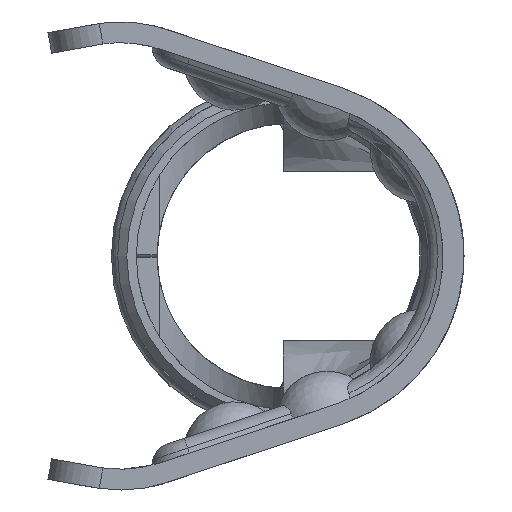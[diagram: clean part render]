
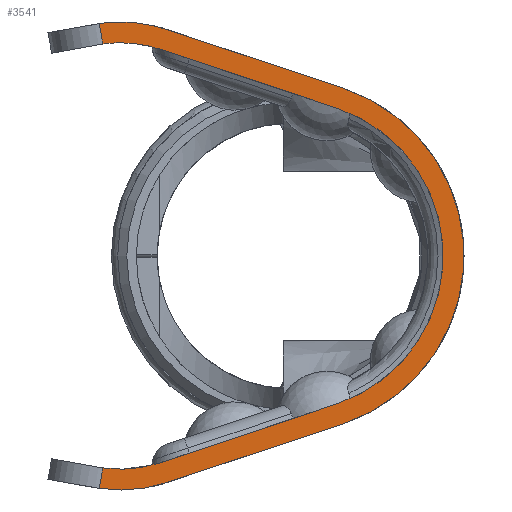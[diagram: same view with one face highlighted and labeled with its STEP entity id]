
A CAD part, left-side view. The second image highlights one B-rep face of the part: STEP entity #3541.
In plain terms, the highlighted planar face has unit normal (-1, 0, 0).
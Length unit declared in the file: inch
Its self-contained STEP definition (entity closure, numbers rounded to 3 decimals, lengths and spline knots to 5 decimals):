
#203 = CARTESIAN_POINT ( 'NONE',  ( -2.035, 0.1625, 0.085 ) ) ;
#798 = CARTESIAN_POINT ( 'NONE',  ( -2.035, 0.1625, 0.085 ) ) ;
#927 = CARTESIAN_POINT ( 'NONE',  ( -2.035, 0.1182, -0.21781 ) ) ;
#959 = DIRECTION ( 'NONE',  ( 0., 0., -1. ) ) ;
#1045 = DIRECTION ( 'NONE',  ( 0., 0., 1. ) ) ;
#1071 = ORIENTED_EDGE ( 'NONE', *, *, #14392, .F. ) ;
#1109 = DIRECTION ( 'NONE',  ( 0., 0., -1. ) ) ;
#1375 = CIRCLE ( 'NONE', #11132, 0.12 ) ;
#1409 = EDGE_CURVE ( 'NONE', #2643, #11614, #2542, .T. ) ;
#1618 = EDGE_CURVE ( 'NONE', #7451, #4170, #18774, .T. ) ;
#1642 = VERTEX_POINT ( 'NONE', #17588 ) ;
#1792 = VECTOR ( 'NONE', #2697, 39.37008 ) ;
#1967 = CARTESIAN_POINT ( 'NONE',  ( -2.035, -0.0513, -0.16126 ) ) ;
#1976 = VECTOR ( 'NONE', #21871, 39.37008 ) ;
#2084 = DIRECTION ( 'NONE',  ( 1., 0., 0. ) ) ;
#2157 = VERTEX_POINT ( 'NONE', #19651 ) ;
#2259 = VERTEX_POINT ( 'NONE', #8092 ) ;
#2542 = LINE ( 'NONE', #9459, #21299 ) ;
#2614 = ORIENTED_EDGE ( 'NONE', *, *, #1618, .F. ) ;
#2643 = VERTEX_POINT ( 'NONE', #7121 ) ;
#2697 = DIRECTION ( 'NONE',  ( 0., -0.949, 0.316 ) ) ;
#2797 = PLANE ( 'NONE',  #4619 ) ;
#2936 = ORIENTED_EDGE ( 'NONE', *, *, #20656, .F. ) ;
#3270 = EDGE_CURVE ( 'NONE', #1642, #2259, #1375, .T. ) ;
#3541 = ADVANCED_FACE ( 'NONE', ( #18316 ), #2797, .F. ) ;
#3784 = DIRECTION ( 'NONE',  ( 0., 0., -1. ) ) ;
#4170 = VERTEX_POINT ( 'NONE', #5038 ) ;
#4282 = ORIENTED_EDGE ( 'NONE', *, *, #17214, .F. ) ;
#4303 = AXIS2_PLACEMENT_3D ( 'NONE', #17598, #2084, #8995 ) ;
#4619 = AXIS2_PLACEMENT_3D ( 'NONE', #9714, #16624, #1109 ) ;
#4620 = CARTESIAN_POINT ( 'NONE',  ( -2.035, 0.12453, 0.19883 ) ) ;
#5038 = CARTESIAN_POINT ( 'NONE',  ( -2.035, 0.12453, -0.19883 ) ) ;
#5226 = ORIENTED_EDGE ( 'NONE', *, *, #13459, .F. ) ;
#5334 = EDGE_CURVE ( 'NONE', #7451, #2157, #8067, .T. ) ;
#5529 = AXIS2_PLACEMENT_3D ( 'NONE', #203, #7117, #13995 ) ;
#5563 = CARTESIAN_POINT ( 'NONE',  ( -2.035, 0.13885, -0.02443 ) ) ;
#6083 = ORIENTED_EDGE ( 'NONE', *, *, #1409, .F. ) ;
#6097 = LINE ( 'NONE', #18215, #1792 ) ;
#6117 = AXIS2_PLACEMENT_3D ( 'NONE', #12367, #19290, #3784 ) ;
#6380 = ORIENTED_EDGE ( 'NONE', *, *, #12793, .T. ) ;
#6528 = VERTEX_POINT ( 'NONE', #927 ) ;
#6628 = CARTESIAN_POINT ( 'NONE',  ( -2.035, 0.1625, 0.085 ) ) ;
#6661 = ORIENTED_EDGE ( 'NONE', *, *, #13288, .F. ) ;
#6970 = ORIENTED_EDGE ( 'NONE', *, *, #5334, .T. ) ;
#7117 = DIRECTION ( 'NONE',  ( 1., 0., 0. ) ) ;
#7121 = CARTESIAN_POINT ( 'NONE',  ( -2.035, -0.04497, 0.14229 ) ) ;
#7337 = CARTESIAN_POINT ( 'NONE',  ( -2.035, 0.1625, -0.085 ) ) ;
#7370 = VERTEX_POINT ( 'NONE', #15122 ) ;
#7451 = VERTEX_POINT ( 'NONE', #18738 ) ;
#7709 = DIRECTION ( 'NONE',  ( -1., 0., 0. ) ) ;
#7795 = CARTESIAN_POINT ( 'NONE',  ( -2.035, -0.04497, -0.14229 ) ) ;
#8067 = LINE ( 'NONE', #14976, #1976 ) ;
#8092 = CARTESIAN_POINT ( 'NONE',  ( -2.035, 0.17974, 0.20375 ) ) ;
#8872 = CARTESIAN_POINT ( 'NONE',  ( -2.035, -0.0513, 0.16126 ) ) ;
#8875 = DIRECTION ( 'NONE',  ( 0., 0.949, -0.316 ) ) ;
#8995 = DIRECTION ( 'NONE',  ( 0., 0., -1. ) ) ;
#9459 = CARTESIAN_POINT ( 'NONE',  ( -2.035, -0.04497, 0.14229 ) ) ;
#9570 = CARTESIAN_POINT ( 'NONE',  ( -2.035, 0.0025, 0. ) ) ;
#9651 = CARTESIAN_POINT ( 'NONE',  ( -2.035, 0.1625, 0.085 ) ) ;
#9714 = CARTESIAN_POINT ( 'NONE',  ( -2.035, 0.0025, 0. ) ) ;
#9730 = AXIS2_PLACEMENT_3D ( 'NONE', #6628, #13500, #20425 ) ;
#9759 = EDGE_CURVE ( 'NONE', #12983, #2643, #10989, .T. ) ;
#10836 = VECTOR ( 'NONE', #8875, 39.37008 ) ;
#10989 = CIRCLE ( 'NONE', #20739, 0.15 ) ;
#11132 = AXIS2_PLACEMENT_3D ( 'NONE', #9651, #16556, #1045 ) ;
#11167 = CIRCLE ( 'NONE', #4303, 0.17 ) ;
#11526 = AXIS2_PLACEMENT_3D ( 'NONE', #7337, #14219, #21136 ) ;
#11600 = ORIENTED_EDGE ( 'NONE', *, *, #9759, .F. ) ;
#11614 = VERTEX_POINT ( 'NONE', #4620 ) ;
#12367 = CARTESIAN_POINT ( 'NONE',  ( -2.035, 0.1625, -0.085 ) ) ;
#12443 = DIRECTION ( 'NONE',  ( 0., -0.176, -0.984 ) ) ;
#12793 = EDGE_CURVE ( 'NONE', #16416, #2259, #21059, .T. ) ;
#12983 = VERTEX_POINT ( 'NONE', #7795 ) ;
#13288 = EDGE_CURVE ( 'NONE', #16416, #7370, #20567, .T. ) ;
#13325 = CARTESIAN_POINT ( 'NONE',  ( -2.035, -0.0513, -0.16126 ) ) ;
#13459 = EDGE_CURVE ( 'NONE', #22141, #15480, #19180, .T. ) ;
#13500 = DIRECTION ( 'NONE',  ( 1., 0., 0. ) ) ;
#13582 = ORIENTED_EDGE ( 'NONE', *, *, #3270, .F. ) ;
#13995 = DIRECTION ( 'NONE',  ( 0., 0., 1. ) ) ;
#14219 = DIRECTION ( 'NONE',  ( 1., 0., 0. ) ) ;
#14252 = EDGE_LOOP ( 'NONE', ( #6661, #6380, #13582, #1071, #6083, #11600, #14543, #2614, #6970, #18963, #2936, #4282, #5226, #22133 ) ) ;
#14276 = VECTOR ( 'NONE', #15776, 39.37008 ) ;
#14392 = EDGE_CURVE ( 'NONE', #11614, #1642, #14774, .T. ) ;
#14457 = VERTEX_POINT ( 'NONE', #13325 ) ;
#14543 = ORIENTED_EDGE ( 'NONE', *, *, #20910, .F. ) ;
#14608 = DIRECTION ( 'NONE',  ( 0., 0., 1. ) ) ;
#14688 = EDGE_CURVE ( 'NONE', #7370, #22141, #18164, .T. ) ;
#14774 = CIRCLE ( 'NONE', #17850, 0.12 ) ;
#14976 = CARTESIAN_POINT ( 'NONE',  ( -2.035, 0.13885, 0.02443 ) ) ;
#15122 = CARTESIAN_POINT ( 'NONE',  ( -2.035, 0.1625, 0.225 ) ) ;
#15184 = CARTESIAN_POINT ( 'NONE',  ( -2.035, 0.1182, 0.21781 ) ) ;
#15480 = VERTEX_POINT ( 'NONE', #20477 ) ;
#15776 = DIRECTION ( 'NONE',  ( 0., -0.949, -0.316 ) ) ;
#16367 = DIRECTION ( 'NONE',  ( 0., 0.949, 0.316 ) ) ;
#16416 = VERTEX_POINT ( 'NONE', #21763 ) ;
#16477 = DIRECTION ( 'NONE',  ( -1., 0., 0. ) ) ;
#16556 = DIRECTION ( 'NONE',  ( -1., 0., 0. ) ) ;
#16624 = DIRECTION ( 'NONE',  ( 1., 0., 0. ) ) ;
#16901 = EDGE_CURVE ( 'NONE', #6528, #2157, #18391, .T. ) ;
#17017 = VECTOR ( 'NONE', #12443, 39.37008 ) ;
#17214 = EDGE_CURVE ( 'NONE', #15480, #14457, #11167, .T. ) ;
#17485 = LINE ( 'NONE', #1967, #10836 ) ;
#17588 = CARTESIAN_POINT ( 'NONE',  ( -2.035, 0.1625, 0.205 ) ) ;
#17598 = CARTESIAN_POINT ( 'NONE',  ( -2.035, 0.0025, 0. ) ) ;
#17850 = AXIS2_PLACEMENT_3D ( 'NONE', #798, #7709, #14608 ) ;
#18164 = CIRCLE ( 'NONE', #5529, 0.14 ) ;
#18215 = CARTESIAN_POINT ( 'NONE',  ( -2.035, -0.04497, -0.14229 ) ) ;
#18316 = FACE_OUTER_BOUND ( 'NONE', #14252, .T. ) ;
#18391 = CIRCLE ( 'NONE', #11526, 0.14 ) ;
#18738 = CARTESIAN_POINT ( 'NONE',  ( -2.035, 0.17974, -0.20375 ) ) ;
#18774 = CIRCLE ( 'NONE', #6117, 0.12 ) ;
#18963 = ORIENTED_EDGE ( 'NONE', *, *, #16901, .F. ) ;
#19180 = LINE ( 'NONE', #8872, #14276 ) ;
#19290 = DIRECTION ( 'NONE',  ( -1., 0., 0. ) ) ;
#19651 = CARTESIAN_POINT ( 'NONE',  ( -2.035, 0.18327, -0.22345 ) ) ;
#20425 = DIRECTION ( 'NONE',  ( 0., 0., 1. ) ) ;
#20477 = CARTESIAN_POINT ( 'NONE',  ( -2.035, -0.0513, 0.16126 ) ) ;
#20567 = CIRCLE ( 'NONE', #9730, 0.14 ) ;
#20656 = EDGE_CURVE ( 'NONE', #14457, #6528, #17485, .T. ) ;
#20739 = AXIS2_PLACEMENT_3D ( 'NONE', #9570, #16477, #959 ) ;
#20910 = EDGE_CURVE ( 'NONE', #4170, #12983, #6097, .T. ) ;
#21059 = LINE ( 'NONE', #5563, #17017 ) ;
#21136 = DIRECTION ( 'NONE',  ( 0., 0., -1. ) ) ;
#21299 = VECTOR ( 'NONE', #16367, 39.37008 ) ;
#21763 = CARTESIAN_POINT ( 'NONE',  ( -2.035, 0.18327, 0.22345 ) ) ;
#21871 = DIRECTION ( 'NONE',  ( 0., 0.176, -0.984 ) ) ;
#22133 = ORIENTED_EDGE ( 'NONE', *, *, #14688, .F. ) ;
#22141 = VERTEX_POINT ( 'NONE', #15184 ) ;
